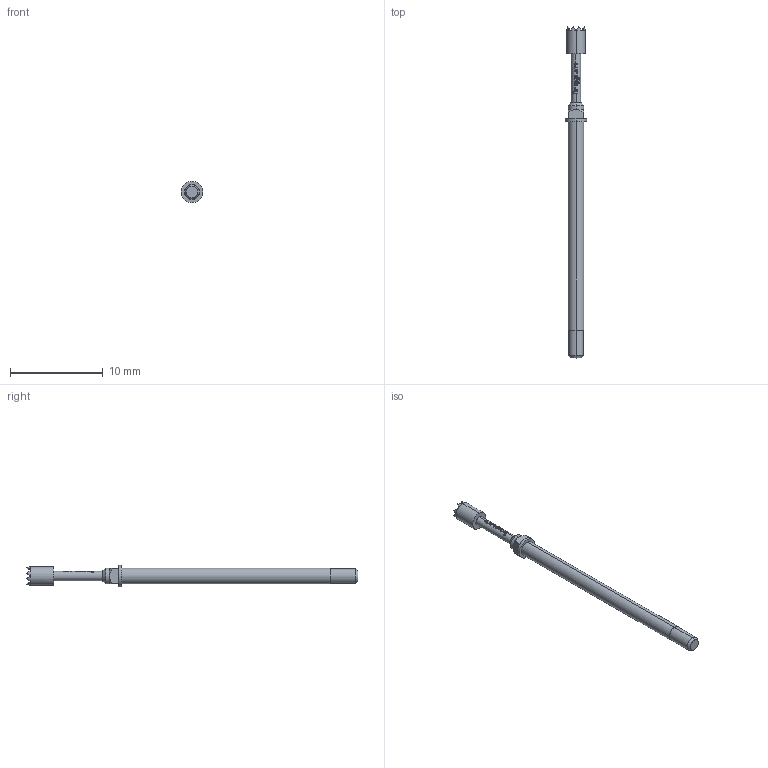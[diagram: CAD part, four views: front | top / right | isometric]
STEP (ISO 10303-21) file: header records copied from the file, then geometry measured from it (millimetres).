
FILE_DESCRIPTION (( 'STEP AP203' ), '1' );
FILE_NAME ('INGUN_GKS-112_306_200_A_xx02_MC.STEP', '2020-12-10T13:48:04', ( '' ), ( '' ), 'SwSTEP 2.0', 'SolidWorks 2018', '' );
FILE_SCHEMA (( 'CONFIG_CONTROL_DESIGN' ));
Length unit declared in the file: millimetre
Products named in the file (1): INGUN_GKS-112_306_200_A_xx02_MC
Bounding box: 2.3 x 35.8 x 2.3 mm (x, y, z)
Volume: 72 mm3; surface area: 192.2 mm2
Topology: 1 solids, 1 shells, 183 faces, 458 edges, 281 vertices
Faces by surface type: plane 108, cylinder 31, bspline 22, cone 22
Entity records: 6413 total; most frequent: CARTESIAN_POINT 2657, ORIENTED_EDGE 916, DIRECTION 544, EDGE_CURVE 458, VERTEX_POINT 281, B_SPLINE_CURVE_WITH_KNOTS 230, AXIS2_PLACEMENT_3D 210, EDGE_LOOP 187
